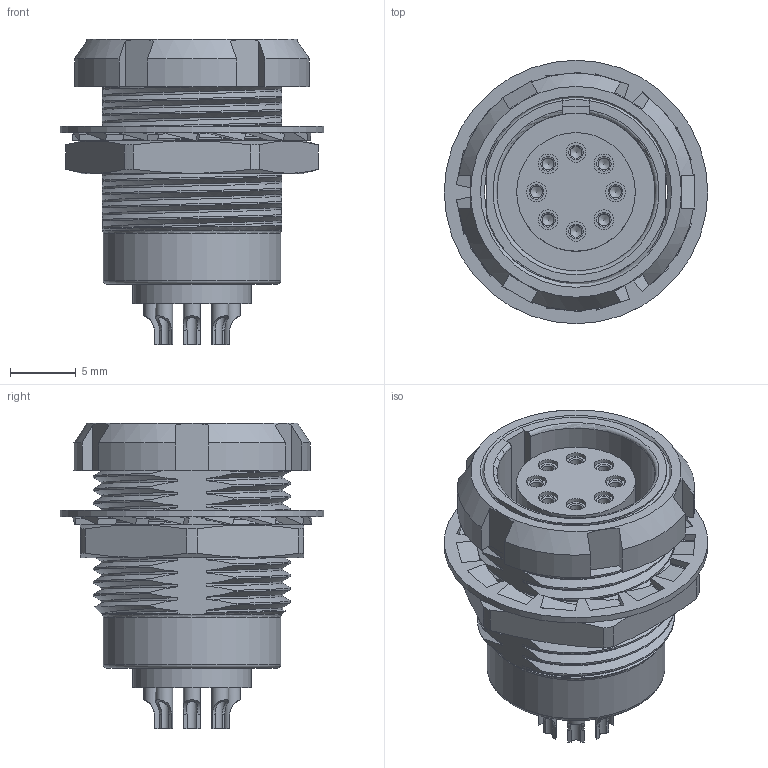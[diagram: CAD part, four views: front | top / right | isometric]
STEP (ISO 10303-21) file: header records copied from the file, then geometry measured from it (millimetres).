
FILE_DESCRIPTION(('STEP AP214'), '1');
FILE_NAME('ECG.2B.308.CLL_replica', '', ('UNSPECIFIED'), ('UNSPECIFIED'), 'ASCON STEP Converter 1.3', 'ASCON Math Kernel', '');
FILE_SCHEMA(('AUTOMOTIVE_DESIGN { 1 0 10303 214 3 1 1}'));
Length unit declared in the file: millimetre
Bounding box: 20 x 20 x 23.2 mm (x, y, z)
Volume: 2764.8 mm3; surface area: 5681.1 mm2
Topology: 13 solids, 13 shells, 470 faces, 1205 edges, 785 vertices
Faces by surface type: plane 198, cylinder 166, bspline 60, cone 35, torus 11
Full cylindrical faces by diameter (mm): 0.8 x8, 0.9 x8, 1.3 x16, 1.5 x16, 1.8 x16, 9 x2, 12 x1, 13.5 x1, 13.9 x1, 14.45 x1, 20 x1
Entity records: 27869 total; most frequent: CARTESIAN_POINT 13745, ORIENTED_EDGE 2172, DIRECTION 1805, EDGE_CURVE 1086, VERTEX_POINT 769, AXIS2_PLACEMENT_3D 664, EDGE_LOOP 621, COLOUR_RGB 483
